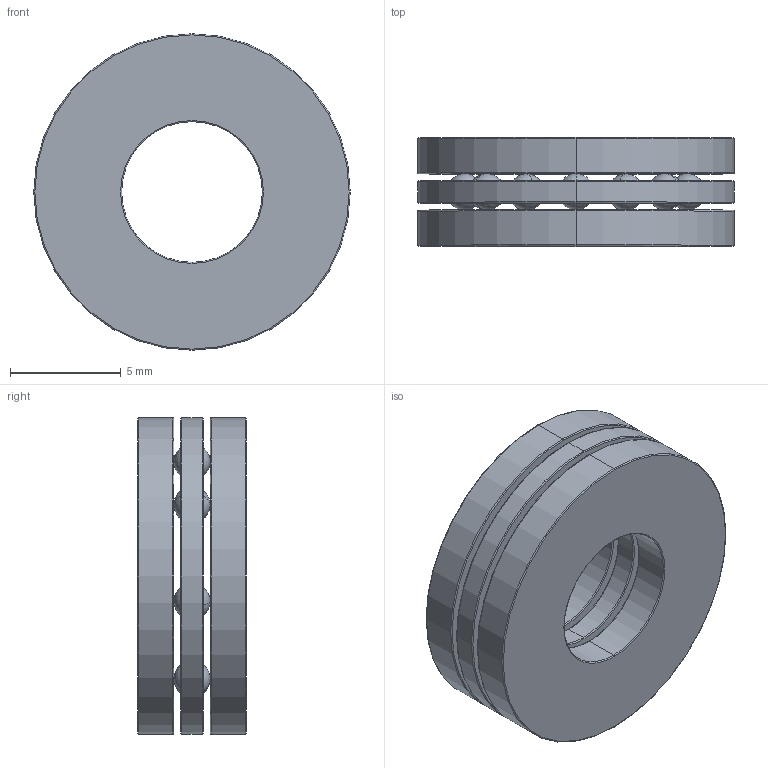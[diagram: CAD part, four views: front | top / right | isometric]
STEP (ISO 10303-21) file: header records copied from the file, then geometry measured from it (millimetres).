
FILE_DESCRIPTION (( 'STEP AP203' ), '1' );
FILE_NAME ('6655K13.STEP', '2014-10-03T14:20:34', ( 'Kyle' ), ( 'Microsoft' ), 'SwSTEP 2.0', 'SolidWorks 2014', '' );
FILE_SCHEMA (( 'CONFIG_CONTROL_DESIGN' ));
Length unit declared in the file: inch
Products named in the file (1): 6655K13
Bounding box: 14.29 x 4.9 x 14.29 mm (x, y, z)
Volume: 554.6 mm3; surface area: 1119.4 mm2
Topology: 10 solids, 10 shells, 70 faces, 210 edges, 132 vertices
Faces by surface type: sphere 28, torus 24, cylinder 12, plane 6
Entity records: 1993 total; most frequent: DIRECTION 410, CARTESIAN_POINT 301, ORIENTED_EDGE 280, AXIS2_PLACEMENT_3D 199, EDGE_CURVE 140, CIRCLE 128, VERTEX_POINT 90, EDGE_LOOP 90
